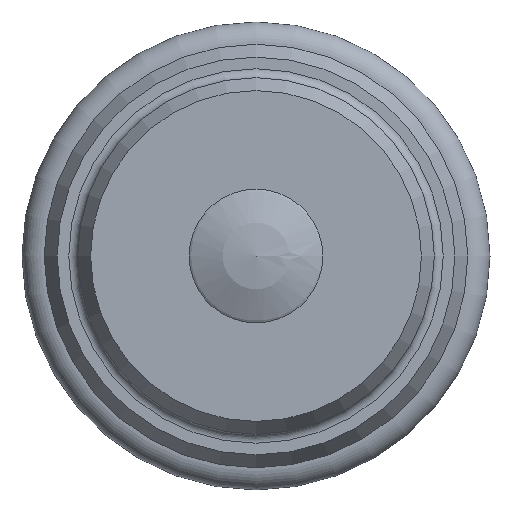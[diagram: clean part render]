
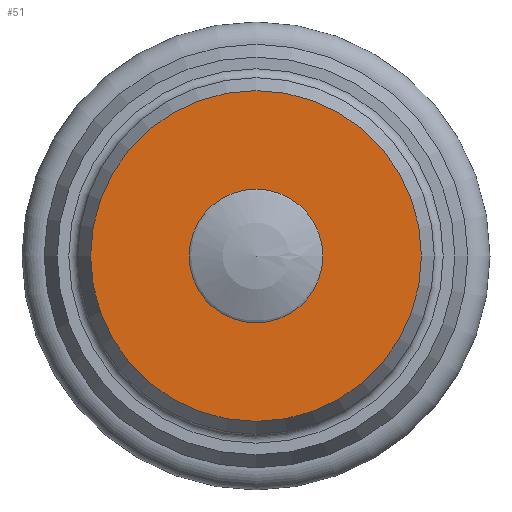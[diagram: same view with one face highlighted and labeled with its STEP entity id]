
A CAD part, left-side view. The second image highlights one B-rep face of the part: STEP entity #51.
In plain terms, the highlighted planar face has unit normal (-1, 0, 0).
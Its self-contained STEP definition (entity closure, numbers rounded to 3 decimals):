
#51 = ADVANCED_FACE( '', ( #118, #119 ), #120, .T. );
#118 = FACE_BOUND( '', #218, .T. );
#119 = FACE_OUTER_BOUND( '', #219, .T. );
#120 = PLANE( '', #220 );
#218 = EDGE_LOOP( '', ( #316 ) );
#219 = EDGE_LOOP( '', ( #317 ) );
#220 = AXIS2_PLACEMENT_3D( '', #318, #319, #320 );
#316 = ORIENTED_EDGE( '', *, *, #449, .T. );
#317 = ORIENTED_EDGE( '', *, *, #450, .F. );
#318 = CARTESIAN_POINT( '', ( 0., 3.711, 0. ) );
#319 = DIRECTION( '', ( -1., 0., 0. ) );
#320 = DIRECTION( '', ( 0., 0., 1. ) );
#449 = EDGE_CURVE( '', #499, #499, #500, .T. );
#450 = EDGE_CURVE( '', #501, #501, #502, .T. );
#499 = VERTEX_POINT( '', #566 );
#500 = CIRCLE( '', #567, 1.5 );
#501 = VERTEX_POINT( '', #568 );
#502 = CIRCLE( '', #569, 3.711 );
#566 = CARTESIAN_POINT( '', ( 0., 0., -1.5 ) );
#567 = AXIS2_PLACEMENT_3D( '', #633, #634, #635 );
#568 = CARTESIAN_POINT( '', ( 0., 0., -3.711 ) );
#569 = AXIS2_PLACEMENT_3D( '', #636, #637, #638 );
#633 = CARTESIAN_POINT( '', ( 0., 0., 0. ) );
#634 = DIRECTION( '', ( 1., 0., 0. ) );
#635 = DIRECTION( '', ( 0., 0., -1. ) );
#636 = CARTESIAN_POINT( '', ( 0., 0., 0. ) );
#637 = DIRECTION( '', ( 1., 0., 0. ) );
#638 = DIRECTION( '', ( 0., 0., -1. ) );
